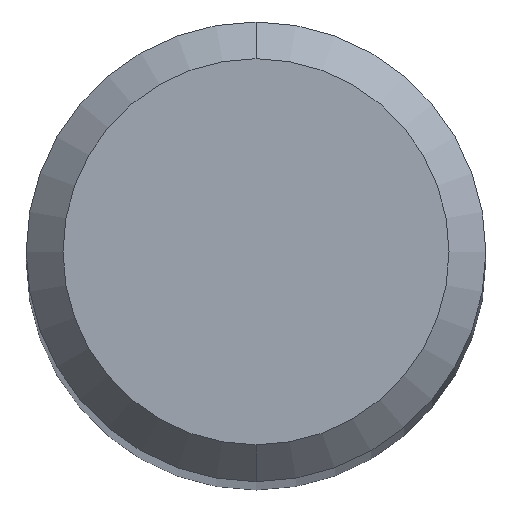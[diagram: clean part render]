
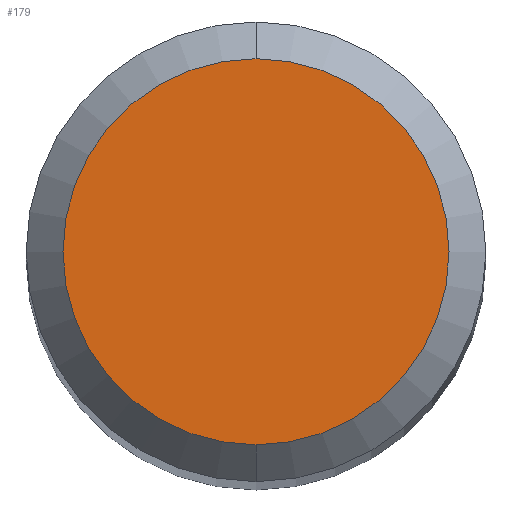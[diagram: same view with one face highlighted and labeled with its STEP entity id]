
A CAD part, top view. The second image highlights one B-rep face of the part: STEP entity #179.
In plain terms, the highlighted planar face has unit normal (0, 0, 1).
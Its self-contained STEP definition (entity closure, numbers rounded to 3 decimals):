
#179=ADVANCED_FACE('',(#486),#487,.T.);
#193=VERTEX_POINT('',#503);
#317=EDGE_CURVE('',#339,#193,#643,.T.);
#339=VERTEX_POINT('',#666);
#447=EDGE_CURVE('',#193,#339,#781,.T.);
#486=FACE_OUTER_BOUND('',#816,.T.);
#487=PLANE('',#817);
#503=CARTESIAN_POINT('',(0.,-2.1,0.0));
#643=CIRCLE('',#1077,2.1);
#666=CARTESIAN_POINT('',(0.0,2.1,0.0));
#781=CIRCLE('',#1397,2.1);
#816=EDGE_LOOP('',(#1449,#1450));
#817=AXIS2_PLACEMENT_3D('',#1451,#1452,#1453);
#1077=AXIS2_PLACEMENT_3D('',#1660,#1661,#1662);
#1397=AXIS2_PLACEMENT_3D('',#1770,#1771,#1772);
#1449=ORIENTED_EDGE('',*,*,#317,.F.);
#1450=ORIENTED_EDGE('',*,*,#447,.F.);
#1451=CARTESIAN_POINT('',(0.0,1.05,0.0));
#1452=DIRECTION('',(-0.0,0.0,1.0));
#1453=DIRECTION('',(0.0,-1.0,0.0));
#1660=CARTESIAN_POINT('',(0.0,0.0,0.0));
#1661=DIRECTION('',(0.0,0.0,-1.0));
#1662=DIRECTION('',(0.0,1.0,0.0));
#1770=CARTESIAN_POINT('',(0.0,0.0,0.0));
#1771=DIRECTION('',(0.0,0.0,-1.0));
#1772=DIRECTION('',(0.0,1.0,0.0));
